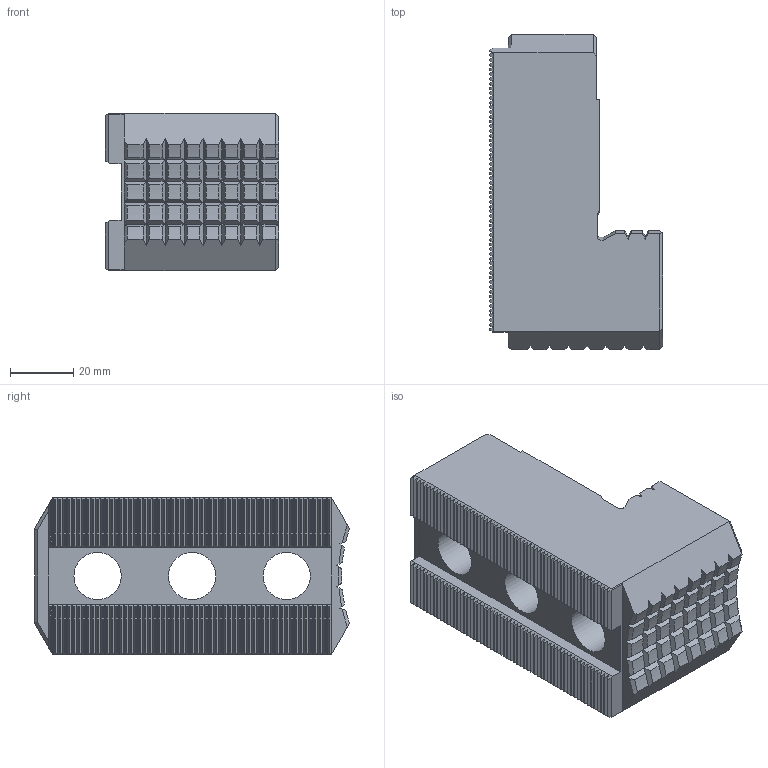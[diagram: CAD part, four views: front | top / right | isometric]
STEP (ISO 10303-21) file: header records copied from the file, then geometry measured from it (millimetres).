
FILE_DESCRIPTION (( 'STEP AP214' ), '1' );
FILE_NAME ('HB12B1-P32386-8.STEP', '2025-09-03T10:20:41', ( '' ), ( '' ), 'SwSTEP 2.0', 'SolidWorks 2022', '' );
FILE_SCHEMA (( 'AUTOMOTIVE_DESIGN' ));
Length unit declared in the file: millimetre
Products named in the file (1): HB12B1-P32386-8
Bounding box: 55 x 99.93 x 50 mm (x, y, z)
Volume: 155171.9 mm3; surface area: 31056.2 mm2
Topology: 1 solids, 1 shells, 750 faces, 2215 edges, 1467 vertices
Faces by surface type: plane 491, cylinder 198, cone 57, torus 4
Full cylindrical faces by diameter (mm): 15 x3, 22 x3
Entity records: 24936 total; most frequent: CARTESIAN_POINT 6010, ORIENTED_EDGE 4410, DIRECTION 3388, EDGE_CURVE 2205, VECTOR 1488, LINE 1488, VERTEX_POINT 1464, AXIS2_PLACEMENT_3D 950
